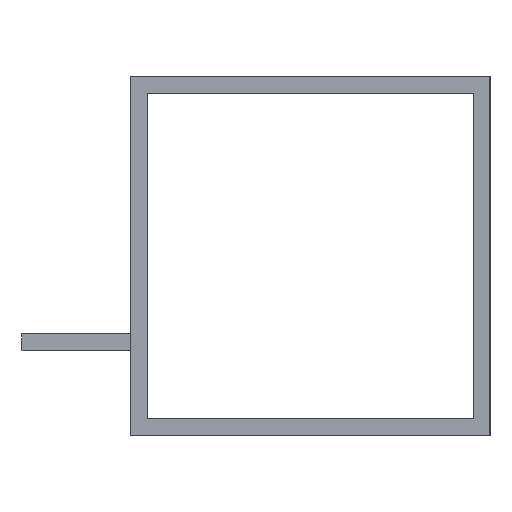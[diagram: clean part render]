
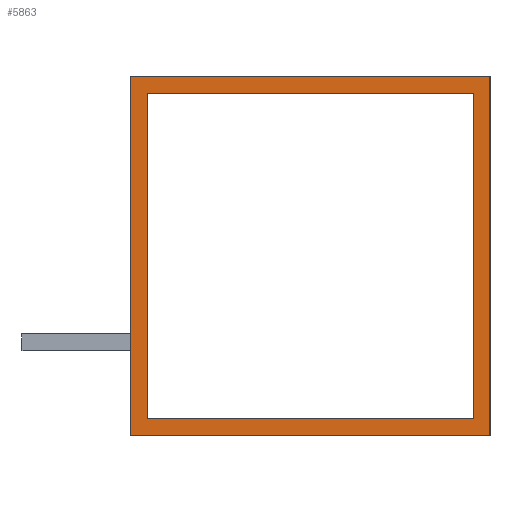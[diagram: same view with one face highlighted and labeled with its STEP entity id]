
A CAD part, left-side view. The second image highlights one B-rep face of the part: STEP entity #5863.
In plain terms, the highlighted planar face has unit normal (-1, 0, 0).
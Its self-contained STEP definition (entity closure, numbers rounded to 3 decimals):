
#38 = CARTESIAN_POINT ( 'NONE',  ( 0., 0., 0. ) ) ;
#580 = CARTESIAN_POINT ( 'NONE',  ( 0., -12.7, 12.7 ) ) ;
#703 = DIRECTION ( 'NONE',  ( 0., 0., 1. ) ) ;
#882 = EDGE_CURVE ( 'NONE', #3785, #14663, #10856, .T. ) ;
#890 = DIRECTION ( 'NONE',  ( 0., 1., 0. ) ) ;
#977 = VECTOR ( 'NONE', #3058, 1000. ) ;
#1434 = ORIENTED_EDGE ( 'NONE', *, *, #3278, .F. ) ;
#1930 = EDGE_CURVE ( 'NONE', #14663, #2105, #14724, .T. ) ;
#2058 = CARTESIAN_POINT ( 'NONE',  ( 0., -12.7, 12.7 ) ) ;
#2105 = VERTEX_POINT ( 'NONE', #6413 ) ;
#2119 = EDGE_CURVE ( 'NONE', #7450, #12519, #8804, .T. ) ;
#2549 = LINE ( 'NONE', #14735, #4800 ) ;
#3058 = DIRECTION ( 'NONE',  ( 0., 0., -1. ) ) ;
#3262 = VERTEX_POINT ( 'NONE', #14067 ) ;
#3278 = EDGE_CURVE ( 'NONE', #12998, #7539, #4677, .T. ) ;
#3785 = VERTEX_POINT ( 'NONE', #6768 ) ;
#3974 = FACE_OUTER_BOUND ( 'NONE', #15126, .T. ) ;
#4029 = CARTESIAN_POINT ( 'NONE',  ( 0., -12.7, -12.7 ) ) ;
#4078 = DIRECTION ( 'NONE',  ( 0., -1., 0. ) ) ;
#4254 = CARTESIAN_POINT ( 'NONE',  ( 0., 12.7, 12.7 ) ) ;
#4337 = VECTOR ( 'NONE', #4078, 1000. ) ;
#4595 = LINE ( 'NONE', #14480, #11483 ) ;
#4677 = LINE ( 'NONE', #8062, #7111 ) ;
#4750 = ORIENTED_EDGE ( 'NONE', *, *, #2119, .F. ) ;
#4800 = VECTOR ( 'NONE', #11212, 1000. ) ;
#5081 = ORIENTED_EDGE ( 'NONE', *, *, #14604, .F. ) ;
#5124 = CARTESIAN_POINT ( 'NONE',  ( 0., 0., 11.5 ) ) ;
#5353 = ORIENTED_EDGE ( 'NONE', *, *, #882, .T. ) ;
#5863 = ADVANCED_FACE ( 'NONE', ( #3974, #6394 ), #7176, .F. ) ;
#6043 = LINE ( 'NONE', #4254, #10515 ) ;
#6300 = VECTOR ( 'NONE', #13993, 1000. ) ;
#6394 = FACE_BOUND ( 'NONE', #7721, .T. ) ;
#6413 = CARTESIAN_POINT ( 'NONE',  ( 0., 11.5, -11.5 ) ) ;
#6768 = CARTESIAN_POINT ( 'NONE',  ( 0., -11.5, 11.5 ) ) ;
#7111 = VECTOR ( 'NONE', #10548, 1000. ) ;
#7176 = PLANE ( 'NONE',  #9842 ) ;
#7450 = VERTEX_POINT ( 'NONE', #9854 ) ;
#7539 = VERTEX_POINT ( 'NONE', #14716 ) ;
#7721 = EDGE_LOOP ( 'NONE', ( #12338, #9702, #11684, #5353 ) ) ;
#7855 = CARTESIAN_POINT ( 'NONE',  ( 0., 0., -11.5 ) ) ;
#8062 = CARTESIAN_POINT ( 'NONE',  ( 0., -12.7, -12.7 ) ) ;
#8383 = DIRECTION ( 'NONE',  ( 1., 0., 0. ) ) ;
#8620 = DIRECTION ( 'NONE',  ( 0., 0., 1. ) ) ;
#8804 = LINE ( 'NONE', #580, #4337 ) ;
#9410 = DIRECTION ( 'NONE',  ( 0., 0., -1. ) ) ;
#9702 = ORIENTED_EDGE ( 'NONE', *, *, #11828, .T. ) ;
#9842 = AXIS2_PLACEMENT_3D ( 'NONE', #38, #8383, #9410 ) ;
#9854 = CARTESIAN_POINT ( 'NONE',  ( 0., 12.7, 12.7 ) ) ;
#10344 = CARTESIAN_POINT ( 'NONE',  ( 0., -11.5, 0. ) ) ;
#10515 = VECTOR ( 'NONE', #703, 1000. ) ;
#10548 = DIRECTION ( 'NONE',  ( 0., 1., 0. ) ) ;
#10856 = LINE ( 'NONE', #10344, #977 ) ;
#11201 = VECTOR ( 'NONE', #890, 1000. ) ;
#11212 = DIRECTION ( 'NONE',  ( 0., 0., -1. ) ) ;
#11483 = VECTOR ( 'NONE', #8620, 1000. ) ;
#11684 = ORIENTED_EDGE ( 'NONE', *, *, #15214, .T. ) ;
#11828 = EDGE_CURVE ( 'NONE', #2105, #3262, #4595, .T. ) ;
#12338 = ORIENTED_EDGE ( 'NONE', *, *, #1930, .T. ) ;
#12413 = CARTESIAN_POINT ( 'NONE',  ( 0., -11.5, -11.5 ) ) ;
#12519 = VERTEX_POINT ( 'NONE', #2058 ) ;
#12998 = VERTEX_POINT ( 'NONE', #4029 ) ;
#13843 = ORIENTED_EDGE ( 'NONE', *, *, #15358, .F. ) ;
#13993 = DIRECTION ( 'NONE',  ( 0., -1., 0. ) ) ;
#14067 = CARTESIAN_POINT ( 'NONE',  ( 0., 11.5, 11.5 ) ) ;
#14289 = LINE ( 'NONE', #5124, #6300 ) ;
#14480 = CARTESIAN_POINT ( 'NONE',  ( 0., 11.5, 0. ) ) ;
#14604 = EDGE_CURVE ( 'NONE', #7539, #7450, #6043, .T. ) ;
#14663 = VERTEX_POINT ( 'NONE', #12413 ) ;
#14716 = CARTESIAN_POINT ( 'NONE',  ( 0., 12.7, -12.7 ) ) ;
#14724 = LINE ( 'NONE', #7855, #11201 ) ;
#14735 = CARTESIAN_POINT ( 'NONE',  ( 0., -12.7, 12.7 ) ) ;
#15126 = EDGE_LOOP ( 'NONE', ( #1434, #13843, #4750, #5081 ) ) ;
#15214 = EDGE_CURVE ( 'NONE', #3262, #3785, #14289, .T. ) ;
#15358 = EDGE_CURVE ( 'NONE', #12519, #12998, #2549, .T. ) ;
